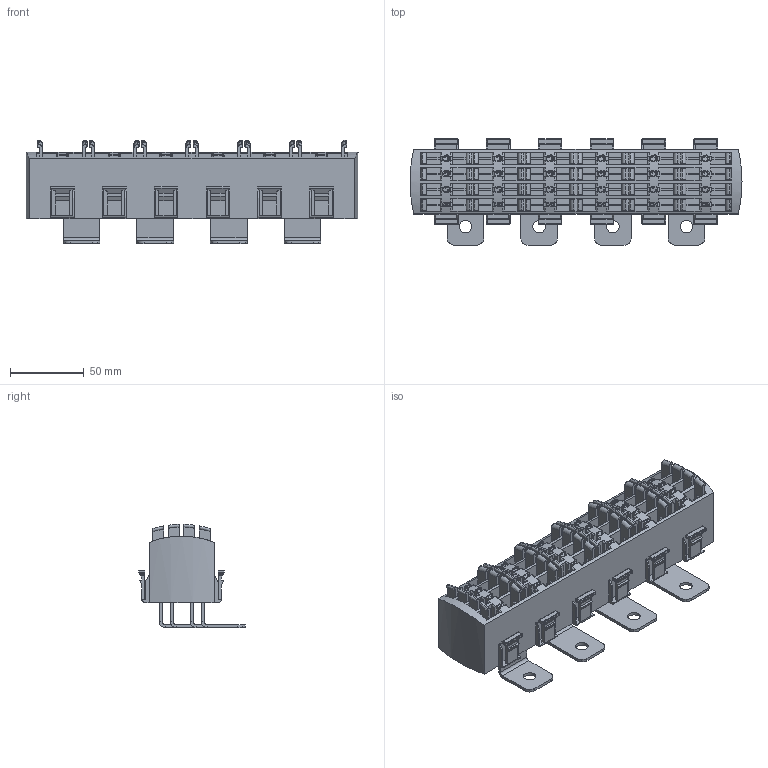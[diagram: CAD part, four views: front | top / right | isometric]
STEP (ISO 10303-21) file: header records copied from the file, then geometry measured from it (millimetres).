
FILE_DESCRIPTION(('STEP AP214'),'1');
FILE_NAME('cctmp_4C21A866-5958-4309-8AB4-2BA48A16B21E_2023_07_22_08_33_47_0956..stp','2023-07-22T06:33:50',('SIEMENS A&D'),('CADClick - www.CADClick.com'),'Spatial InterOp 3D postprocessed',' ','unknown authorization');
FILE_SCHEMA(('AUTOMOTIVE_DESIGN'));
Length unit declared in the file: millimetre
Products named in the file (1): 2023_07_22_08_33_47_0866
Bounding box: 225.2 x 72.05 x 69.98 mm (x, y, z)
Volume: 341459.1 mm3; surface area: 141489.5 mm2
Topology: 1 solids, 21 shells, 2628 faces, 7410 edges, 4898 vertices
Faces by surface type: plane 1653, cylinder 597, torus 192, bspline 138, sphere 48
Entity records: 102373 total; most frequent: CARTESIAN_POINT 26585, ORIENTED_EDGE 14820, DIRECTION 13310, EDGE_CURVE 7410, LINE 4908, VECTOR 4908, VERTEX_POINT 4898, AXIS2_PLACEMENT_3D 4201
